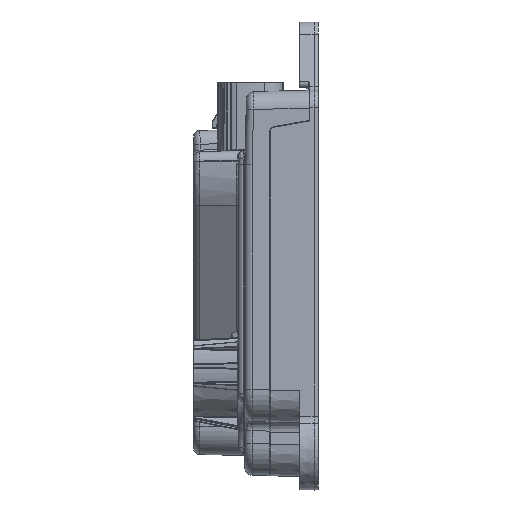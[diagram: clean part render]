
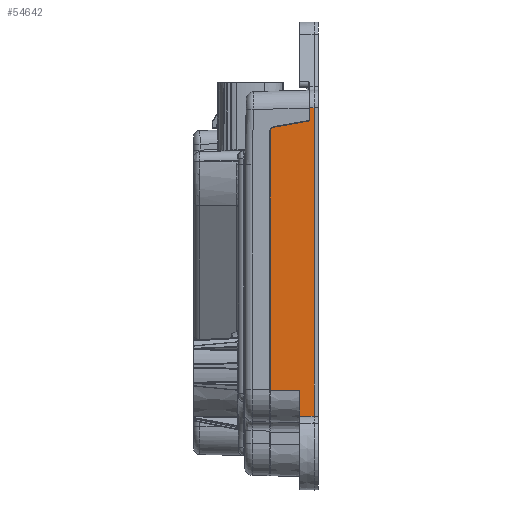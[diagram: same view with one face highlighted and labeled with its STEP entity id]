
A CAD part, left-side view. The second image highlights one B-rep face of the part: STEP entity #54642.
In plain terms, the highlighted planar face has unit normal (-1, 0.018, 0).
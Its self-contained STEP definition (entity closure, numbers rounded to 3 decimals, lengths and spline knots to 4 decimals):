
#3957=DIRECTION('',(0.,0.,-1.));
#3958=VECTOR('',#3957,2.7576);
#3959=CARTESIAN_POINT('',(-2.8458,0.513,1.327));
#3960=LINE('',#3959,#3958);
#6934=DIRECTION('',(-0.017,-1.,0.));
#6935=VECTOR('',#6934,0.313);
#6936=CARTESIAN_POINT('',(-2.8458,0.513,-1.4307));
#6937=LINE('',#6936,#6935);
#6942=DIRECTION('',(0.017,1.,-0.006));
#6943=VECTOR('',#6942,0.153);
#6944=CARTESIAN_POINT('',(-2.8539,0.047,
-1.7011));
#6945=LINE('',#6944,#6943);
#6946=DIRECTION('',(0.,0.,1.));
#6947=VECTOR('',#6946,0.2714);
#6948=CARTESIAN_POINT('',(-2.8513,0.2,
-1.7021));
#6949=LINE('',#6948,#6947);
#6950=CARTESIAN_POINT('',(-2.8458,0.513,1.327));
#6951=CARTESIAN_POINT('',(-2.8458,0.513,1.3299));
#6952=CARTESIAN_POINT('',(-2.8458,0.5125,
1.3357));
#6953=CARTESIAN_POINT('',(-2.8458,0.5102,
1.3442));
#6954=CARTESIAN_POINT('',(-2.8459,0.5065,
1.3521));
#6955=CARTESIAN_POINT('',(-2.846,0.5015,
1.3593));
#6956=CARTESIAN_POINT('',(-2.8461,0.4953,
1.3655));
#6957=CARTESIAN_POINT('',(-2.8462,0.4881,
1.3705));
#6958=CARTESIAN_POINT('',(-2.8464,0.4802,
1.3742));
#6959=CARTESIAN_POINT('',(-2.8465,0.4746,
1.3757));
#6960=CARTESIAN_POINT('',(-2.8465,0.4717,
1.3762));
#6962=DIRECTION('',(-0.017,-0.985,0.174));
#6963=VECTOR('',#6962,0.3762);
#6964=CARTESIAN_POINT('',(-2.8465,0.4717,
1.3762));
#6965=LINE('',#6964,#6963);
#6966=CARTESIAN_POINT('',(-2.853,0.1013,
1.4415));
#6967=CARTESIAN_POINT('',(-2.853,0.0985,
1.442));
#6968=CARTESIAN_POINT('',(-2.8531,0.0949,
1.4446));
#6969=CARTESIAN_POINT('',(-2.8531,0.093,1.4486));
#6970=CARTESIAN_POINT('',(-2.8531,0.093,1.4514));
#6972=DIRECTION('',(-0.017,-1.,0.018));
#6973=VECTOR('',#6972,0.046);
#6974=CARTESIAN_POINT('',(-2.8531,0.093,
1.5809));
#6975=LINE('',#6974,#6973);
#6976=DIRECTION('',(0.,0.,-1.));
#6977=VECTOR('',#6976,3.2828);
#6978=CARTESIAN_POINT('',(-2.8539,0.047,1.5817));
#6979=LINE('',#6978,#6977);
#7052=CARTESIAN_POINT('',(-2.8531,0.093,1.5809));
#7054=DIRECTION('',(0.,0.,-1.));
#7055=VECTOR('',#7054,0.1295);
#7056=CARTESIAN_POINT('',(-2.8531,0.093,
1.5809));
#7057=LINE('',#7056,#7055);
#37605=CARTESIAN_POINT('',(-2.8531,0.093,1.4514));
#37607=VERTEX_POINT('',#37605);
#37627=VERTEX_POINT('',#7052);
#37903=CARTESIAN_POINT('',(-2.8458,0.513,1.327));
#37904=VERTEX_POINT('',#37903);
#37905=CARTESIAN_POINT('',(-2.8458,0.513,-1.4307));
#37906=VERTEX_POINT('',#37905);
#38404=CARTESIAN_POINT('',(-2.853,0.1013,
1.4415));
#38405=VERTEX_POINT('',#38404);
#38406=CARTESIAN_POINT('',(-2.8465,0.4717,
1.3762));
#38407=VERTEX_POINT('',#38406);
#38410=CARTESIAN_POINT('',(-2.8539,0.047,
-1.7011));
#38411=CARTESIAN_POINT('',(-2.8513,0.2,
-1.7021));
#38412=VERTEX_POINT('',#38410);
#38413=VERTEX_POINT('',#38411);
#38414=CARTESIAN_POINT('',(-2.8513,0.2,-1.4307));
#38415=VERTEX_POINT('',#38414);
#38416=CARTESIAN_POINT('',(-2.8539,0.047,1.5817));
#38417=VERTEX_POINT('',#38416);
#54618=CARTESIAN_POINT('',(-2.8539,0.047,-1.7495));
#54619=DIRECTION('',(-1.,0.017,0.));
#54620=DIRECTION('',(0.,0.,1.));
#54621=AXIS2_PLACEMENT_3D('',#54618,#54619,#54620);
#54622=PLANE('',#54621);
#54624=ORIENTED_EDGE('',*,*,#54623,.T.);
#54625=ORIENTED_EDGE('',*,*,#54536,.T.);
#54626=ORIENTED_EDGE('',*,*,#54611,.F.);
#54627=ORIENTED_EDGE('',*,*,#51025,.F.);
#54629=ORIENTED_EDGE('',*,*,#54628,.T.);
#54631=ORIENTED_EDGE('',*,*,#54630,.T.);
#54633=ORIENTED_EDGE('',*,*,#54632,.T.);
#54635=ORIENTED_EDGE('',*,*,#54634,.F.);
#54637=ORIENTED_EDGE('',*,*,#54636,.T.);
#54639=ORIENTED_EDGE('',*,*,#54638,.T.);
#54640=EDGE_LOOP('',(#54624,#54625,#54626,#54627,#54629,#54631,#54633,#54635,
#54637,#54639));
#54641=FACE_OUTER_BOUND('',#54640,.F.);
#6961=B_SPLINE_CURVE_WITH_KNOTS('',3,(#6950,#6951,#6952,#6953,#6954,#6955,#6956,
#6957,#6958,#6959,#6960),.UNSPECIFIED.,.F.,.F.,(4,1,1,1,1,1,1,1,4),(0.,
0.125,0.25,0.375,0.5,0.625,0.75,0.875,1.),.UNSPECIFIED.);
#6971=B_SPLINE_CURVE_WITH_KNOTS('',3,(#6966,#6967,#6968,#6969,#6970),
.UNSPECIFIED.,.F.,.F.,(4,1,4),(0.,0.5,1.),.UNSPECIFIED.);
#51025=EDGE_CURVE('',#37904,#37906,#3960,.T.);
#54536=EDGE_CURVE('',#38413,#38415,#6949,.T.);
#54611=EDGE_CURVE('',#37906,#38415,#6937,.T.);
#54623=EDGE_CURVE('',#38412,#38413,#6945,.T.);
#54628=EDGE_CURVE('',#37904,#38407,#6961,.T.);
#54630=EDGE_CURVE('',#38407,#38405,#6965,.T.);
#54632=EDGE_CURVE('',#38405,#37607,#6971,.T.);
#54634=EDGE_CURVE('',#37627,#37607,#7057,.T.);
#54636=EDGE_CURVE('',#37627,#38417,#6975,.T.);
#54638=EDGE_CURVE('',#38417,#38412,#6979,.T.);
#54642=ADVANCED_FACE('',(#54641),#54622,.T.);
